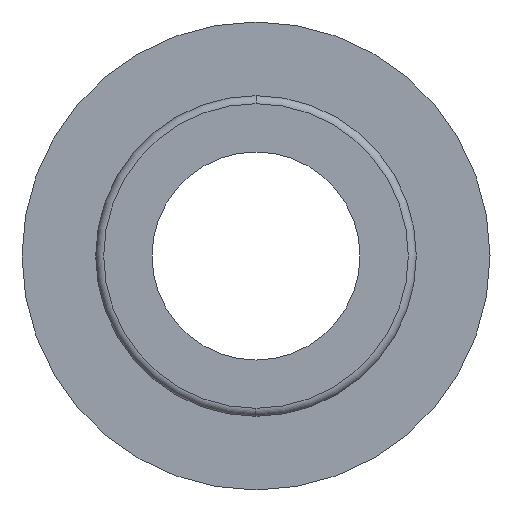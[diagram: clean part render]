
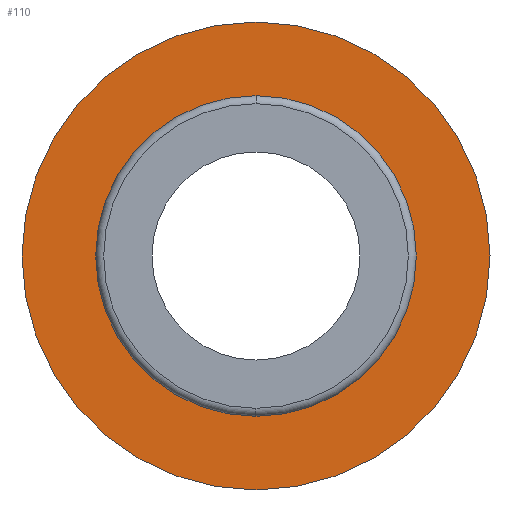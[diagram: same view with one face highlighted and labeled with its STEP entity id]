
A CAD part, left-side view. The second image highlights one B-rep face of the part: STEP entity #110.
In plain terms, the highlighted planar face has unit normal (-1, 0, 0).
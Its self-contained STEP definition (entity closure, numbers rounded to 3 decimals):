
#110=ADVANCED_FACE('',(#253,#254),#255,.T.);
#253=FACE_BOUND('',#403,.T.);
#254=FACE_OUTER_BOUND('',#404,.T.);
#255=PLANE('',#405);
#403=EDGE_LOOP('',(#934,#935));
#404=EDGE_LOOP('',(#936,#937));
#405=AXIS2_PLACEMENT_3D('',#938,#939,#940);
#934=ORIENTED_EDGE('',*,*,#1031,.T.);
#935=ORIENTED_EDGE('',*,*,#1148,.T.);
#936=ORIENTED_EDGE('',*,*,#1007,.T.);
#937=ORIENTED_EDGE('',*,*,#1156,.T.);
#938=CARTESIAN_POINT('',(-27.165,-6.75,0.0));
#939=DIRECTION('',(-1.0,0.,0.0));
#940=DIRECTION('',(0.,-1.0,0.0));
#1007=EDGE_CURVE('',#1199,#1205,#1207,.T.);
#1031=EDGE_CURVE('',#1251,#1248,#1252,.T.);
#1148=EDGE_CURVE('',#1248,#1251,#1443,.T.);
#1156=EDGE_CURVE('',#1205,#1199,#1452,.T.);
#1199=VERTEX_POINT('',#1499);
#1205=VERTEX_POINT('',#1506);
#1207=CIRCLE('',#1509,13.5);
#1248=VERTEX_POINT('',#1556);
#1251=VERTEX_POINT('',#1560);
#1252=CIRCLE('',#1561,6.6);
#1443=CIRCLE('',#1958,6.6);
#1452=CIRCLE('',#1967,13.5);
#1499=CARTESIAN_POINT('',(-27.165,-13.5,0.0));
#1506=CARTESIAN_POINT('',(-27.165,13.5,0.));
#1509=AXIS2_PLACEMENT_3D('',#2032,#2033,#2034);
#1556=CARTESIAN_POINT('',(-27.165,-6.6,0.));
#1560=CARTESIAN_POINT('',(-27.165,6.6,0.));
#1561=AXIS2_PLACEMENT_3D('',#2090,#2091,#2092);
#1958=AXIS2_PLACEMENT_3D('',#2309,#2310,#2311);
#1967=AXIS2_PLACEMENT_3D('',#2333,#2334,#2335);
#2032=CARTESIAN_POINT('',(-27.165,0.,0.0));
#2033=DIRECTION('',(-1.0,0.,0.0));
#2034=DIRECTION('',(0.,-1.0,0.0));
#2090=CARTESIAN_POINT('',(-27.165,0.,0.0));
#2091=DIRECTION('',(1.0,0.,0.0));
#2092=DIRECTION('',(0.,-1.0,0.0));
#2309=CARTESIAN_POINT('',(-27.165,0.,0.0));
#2310=DIRECTION('',(1.0,0.,0.0));
#2311=DIRECTION('',(0.,-1.0,0.0));
#2333=CARTESIAN_POINT('',(-27.165,0.,0.0));
#2334=DIRECTION('',(-1.0,0.,0.0));
#2335=DIRECTION('',(0.,-1.0,0.0));
